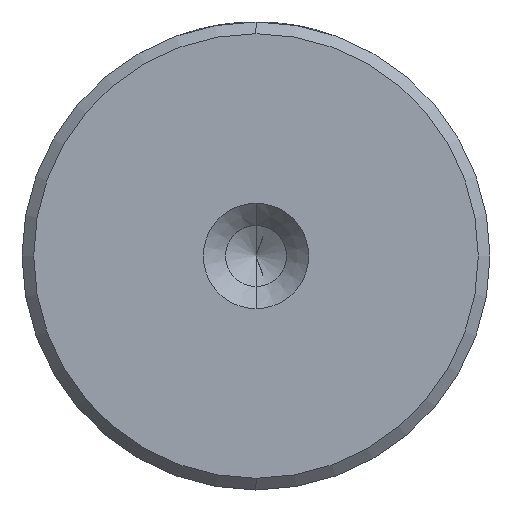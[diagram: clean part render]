
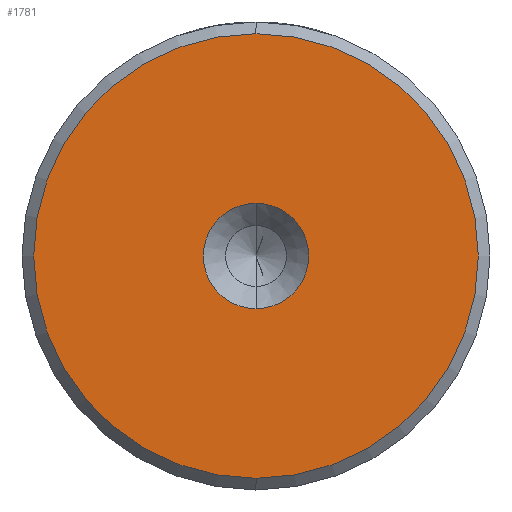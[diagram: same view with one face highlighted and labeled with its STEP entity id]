
A CAD part, left-side view. The second image highlights one B-rep face of the part: STEP entity #1781.
In plain terms, the highlighted planar face has unit normal (-1, 0, 0).
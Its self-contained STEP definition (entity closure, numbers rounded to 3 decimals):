
#14 = CARTESIAN_POINT ( 'NONE',  ( 0., 0., -2.25 ) ) ;
#20 = DIRECTION ( 'NONE',  ( 0., 0., 1. ) ) ;
#105 = DIRECTION ( 'NONE',  ( -1., 0., 0. ) ) ;
#106 = EDGE_CURVE ( 'NONE', #1580, #2157, #1666, .T. ) ;
#167 = DIRECTION ( 'NONE',  ( 0., 0., 1. ) ) ;
#173 = EDGE_LOOP ( 'NONE', ( #1011, #1486 ) ) ;
#261 = CARTESIAN_POINT ( 'NONE',  ( 0., 0., 0. ) ) ;
#269 = CIRCLE ( 'NONE', #1091, 9.5 ) ;
#318 = FACE_OUTER_BOUND ( 'NONE', #173, .T. ) ;
#352 = EDGE_CURVE ( 'NONE', #1865, #434, #269, .T. ) ;
#361 = EDGE_CURVE ( 'NONE', #434, #1865, #2056, .T. ) ;
#434 = VERTEX_POINT ( 'NONE', #1708 ) ;
#448 = DIRECTION ( 'NONE',  ( 0., 0., 1. ) ) ;
#470 = PLANE ( 'NONE',  #899 ) ;
#597 = EDGE_LOOP ( 'NONE', ( #1170, #654 ) ) ;
#654 = ORIENTED_EDGE ( 'NONE', *, *, #1119, .F. ) ;
#803 = CARTESIAN_POINT ( 'NONE',  ( 0., 0., 0. ) ) ;
#861 = CARTESIAN_POINT ( 'NONE',  ( 0., 0., -9.5 ) ) ;
#896 = AXIS2_PLACEMENT_3D ( 'NONE', #1590, #1397, #167 ) ;
#899 = AXIS2_PLACEMENT_3D ( 'NONE', #2063, #105, #1357 ) ;
#990 = DIRECTION ( 'NONE',  ( 0., 0., 1. ) ) ;
#1011 = ORIENTED_EDGE ( 'NONE', *, *, #352, .T. ) ;
#1091 = AXIS2_PLACEMENT_3D ( 'NONE', #261, #1501, #448 ) ;
#1105 = DIRECTION ( 'NONE',  ( -1., 0., 0. ) ) ;
#1119 = EDGE_CURVE ( 'NONE', #2157, #1580, #2065, .T. ) ;
#1170 = ORIENTED_EDGE ( 'NONE', *, *, #106, .F. ) ;
#1214 = AXIS2_PLACEMENT_3D ( 'NONE', #803, #2048, #990 ) ;
#1222 = FACE_BOUND ( 'NONE', #597, .T. ) ;
#1357 = DIRECTION ( 'NONE',  ( 0., 0., 1. ) ) ;
#1397 = DIRECTION ( 'NONE',  ( -1., 0., 0. ) ) ;
#1486 = ORIENTED_EDGE ( 'NONE', *, *, #361, .T. ) ;
#1501 = DIRECTION ( 'NONE',  ( -1., 0., 0. ) ) ;
#1531 = CARTESIAN_POINT ( 'NONE',  ( 0., 0., 2.25 ) ) ;
#1580 = VERTEX_POINT ( 'NONE', #1531 ) ;
#1590 = CARTESIAN_POINT ( 'NONE',  ( 0., 0., 0. ) ) ;
#1663 = AXIS2_PLACEMENT_3D ( 'NONE', #2159, #1105, #20 ) ;
#1666 = CIRCLE ( 'NONE', #896, 2.25 ) ;
#1708 = CARTESIAN_POINT ( 'NONE',  ( 0., 0., 9.5 ) ) ;
#1781 = ADVANCED_FACE ( 'NONE', ( #318, #1222 ), #470, .T. ) ;
#1865 = VERTEX_POINT ( 'NONE', #861 ) ;
#2048 = DIRECTION ( 'NONE',  ( -1., 0., 0. ) ) ;
#2056 = CIRCLE ( 'NONE', #1214, 9.5 ) ;
#2063 = CARTESIAN_POINT ( 'NONE',  ( 0., 0., 0. ) ) ;
#2065 = CIRCLE ( 'NONE', #1663, 2.25 ) ;
#2157 = VERTEX_POINT ( 'NONE', #14 ) ;
#2159 = CARTESIAN_POINT ( 'NONE',  ( 0., 0., 0. ) ) ;
